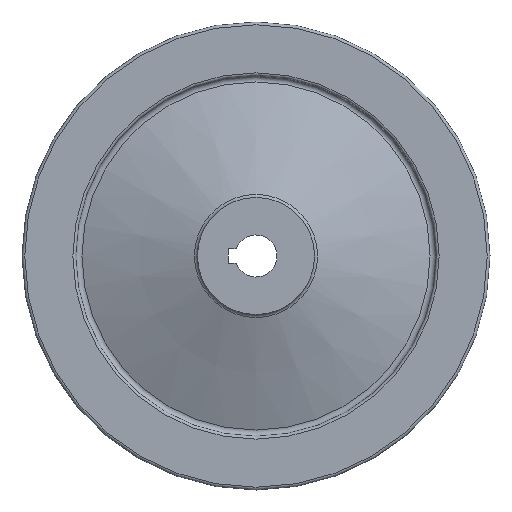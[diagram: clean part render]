
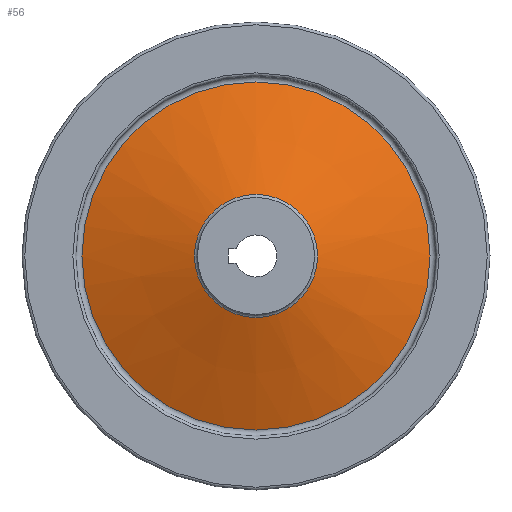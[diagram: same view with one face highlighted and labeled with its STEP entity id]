
A CAD part, left-side view. The second image highlights one B-rep face of the part: STEP entity #56.
In plain terms, the highlighted conical face has half-angle 69.984 degrees and reference radius 26.315 mm.
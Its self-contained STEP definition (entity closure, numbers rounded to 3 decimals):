
#56 = ADVANCED_FACE( '', ( #127, #128 ), #129, .T. );
#127 = FACE_OUTER_BOUND( '', #218, .T. );
#128 = FACE_BOUND( '', #219, .T. );
#129 = CONICAL_SURFACE( '', #220, 26.315, 1.221 );
#218 = EDGE_LOOP( '', ( #316 ) );
#219 = EDGE_LOOP( '', ( #317 ) );
#220 = AXIS2_PLACEMENT_3D( '', #318, #319, #320 );
#316 = ORIENTED_EDGE( '', *, *, #445, .F. );
#317 = ORIENTED_EDGE( '', *, *, #447, .T. );
#318 = CARTESIAN_POINT( '', ( 15.031, 0., 0. ) );
#319 = DIRECTION( '', ( 1., 0., 0. ) );
#320 = DIRECTION( '', ( 0., 0., -1. ) );
#445 = EDGE_CURVE( '', #508, #508, #509, .T. );
#447 = EDGE_CURVE( '', #511, #511, #512, .T. );
#508 = VERTEX_POINT( '', #587 );
#509 = CIRCLE( '', #588, 74.365 );
#511 = VERTEX_POINT( '', #590 );
#512 = CIRCLE( '', #591, 26.315 );
#587 = CARTESIAN_POINT( '', ( 32.535, 0., -74.365 ) );
#588 = AXIS2_PLACEMENT_3D( '', #671, #672, #673 );
#590 = CARTESIAN_POINT( '', ( 15.031, 0., -26.315 ) );
#591 = AXIS2_PLACEMENT_3D( '', #674, #675, #676 );
#671 = CARTESIAN_POINT( '', ( 32.535, 0., 0. ) );
#672 = DIRECTION( '', ( 1., 0., 0. ) );
#673 = DIRECTION( '', ( 0., 0., -1. ) );
#674 = CARTESIAN_POINT( '', ( 15.031, 0., 0. ) );
#675 = DIRECTION( '', ( 1., 0., 0. ) );
#676 = DIRECTION( '', ( 0., 0., -1. ) );
